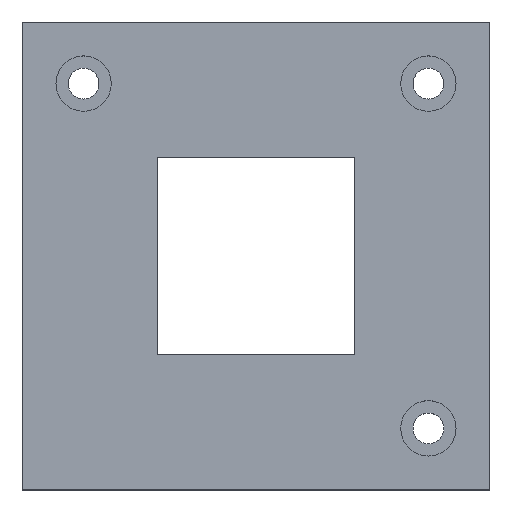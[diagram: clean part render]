
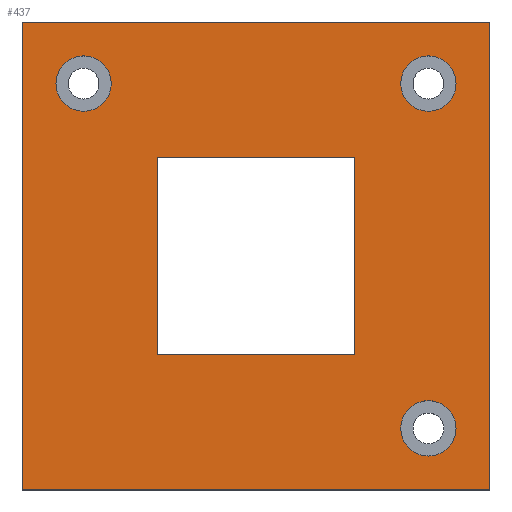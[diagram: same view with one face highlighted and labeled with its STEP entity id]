
A CAD part, top view. The second image highlights one B-rep face of the part: STEP entity #437.
In plain terms, the highlighted planar face has unit normal (0, 0, 1).
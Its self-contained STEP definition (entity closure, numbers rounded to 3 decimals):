
#21=FACE_BOUND('',#106,.T.);
#22=FACE_BOUND('',#107,.T.);
#23=FACE_BOUND('',#108,.T.);
#24=FACE_BOUND('',#109,.T.);
#45=PLANE('',#498);
#72=FACE_OUTER_BOUND('',#105,.T.);
#105=EDGE_LOOP('',(#379,#380,#381,#382));
#106=EDGE_LOOP('',(#383));
#107=EDGE_LOOP('',(#384));
#108=EDGE_LOOP('',(#385));
#109=EDGE_LOOP('',(#386,#387,#388,#389));
#128=LINE('',#705,#162);
#131=LINE('',#711,#165);
#134=LINE('',#717,#168);
#137=LINE('',#721,#171);
#140=LINE('',#729,#174);
#143=LINE('',#735,#177);
#146=LINE('',#741,#180);
#149=LINE('',#745,#183);
#162=VECTOR('',#590,10.);
#165=VECTOR('',#595,10.);
#168=VECTOR('',#600,10.);
#171=VECTOR('',#605,10.);
#174=VECTOR('',#610,10.);
#177=VECTOR('',#615,10.);
#180=VECTOR('',#620,10.);
#183=VECTOR('',#625,10.);
#201=CIRCLE('',#485,2.25);
#202=CIRCLE('',#487,2.25);
#203=CIRCLE('',#489,2.25);
#221=VERTEX_POINT('',#687);
#222=VERTEX_POINT('',#691);
#223=VERTEX_POINT('',#695);
#226=VERTEX_POINT('',#702);
#227=VERTEX_POINT('',#704);
#229=VERTEX_POINT('',#710);
#231=VERTEX_POINT('',#716);
#234=VERTEX_POINT('',#726);
#235=VERTEX_POINT('',#728);
#237=VERTEX_POINT('',#734);
#239=VERTEX_POINT('',#740);
#265=EDGE_CURVE('',#221,#221,#201,.T.);
#267=EDGE_CURVE('',#222,#222,#202,.T.);
#269=EDGE_CURVE('',#223,#223,#203,.T.);
#272=EDGE_CURVE('',#227,#226,#128,.T.);
#275=EDGE_CURVE('',#229,#227,#131,.T.);
#278=EDGE_CURVE('',#231,#229,#134,.T.);
#281=EDGE_CURVE('',#226,#231,#137,.T.);
#284=EDGE_CURVE('',#235,#234,#140,.T.);
#287=EDGE_CURVE('',#237,#235,#143,.T.);
#290=EDGE_CURVE('',#239,#237,#146,.T.);
#293=EDGE_CURVE('',#234,#239,#149,.T.);
#379=ORIENTED_EDGE('',*,*,#293,.T.);
#380=ORIENTED_EDGE('',*,*,#290,.T.);
#381=ORIENTED_EDGE('',*,*,#287,.T.);
#382=ORIENTED_EDGE('',*,*,#284,.T.);
#383=ORIENTED_EDGE('',*,*,#265,.T.);
#384=ORIENTED_EDGE('',*,*,#267,.T.);
#385=ORIENTED_EDGE('',*,*,#269,.T.);
#386=ORIENTED_EDGE('',*,*,#281,.T.);
#387=ORIENTED_EDGE('',*,*,#278,.T.);
#388=ORIENTED_EDGE('',*,*,#275,.T.);
#389=ORIENTED_EDGE('',*,*,#272,.T.);
#437=ADVANCED_FACE('',(#72,#21,#22,#23,#24),#45,.T.);
#485=AXIS2_PLACEMENT_3D('',#689,#574,#575);
#487=AXIS2_PLACEMENT_3D('',#693,#579,#580);
#489=AXIS2_PLACEMENT_3D('',#697,#584,#585);
#498=AXIS2_PLACEMENT_3D('',#746,#626,#627);
#574=DIRECTION('center_axis',(0.,0.,-1.));
#575=DIRECTION('ref_axis',(1.,0.,0.));
#579=DIRECTION('center_axis',(0.,0.,-1.));
#580=DIRECTION('ref_axis',(1.,0.,0.));
#584=DIRECTION('center_axis',(0.,0.,-1.));
#585=DIRECTION('ref_axis',(1.,0.,0.));
#590=DIRECTION('',(1.,0.,0.));
#595=DIRECTION('',(0.,1.,0.));
#600=DIRECTION('',(-1.,0.,0.));
#605=DIRECTION('',(0.,-1.,0.));
#610=DIRECTION('',(-1.,0.,0.));
#615=DIRECTION('',(0.,1.,0.));
#620=DIRECTION('',(1.,0.,0.));
#625=DIRECTION('',(0.,-1.,0.));
#626=DIRECTION('center_axis',(0.,0.,1.));
#627=DIRECTION('ref_axis',(1.,0.,0.));
#687=CARTESIAN_POINT('',(30.75,33.,3.));
#689=CARTESIAN_POINT('Origin',(33.,33.,3.));
#691=CARTESIAN_POINT('',(30.75,5.,3.));
#693=CARTESIAN_POINT('Origin',(33.,5.,3.));
#695=CARTESIAN_POINT('',(2.75,33.,3.));
#697=CARTESIAN_POINT('Origin',(5.,33.,3.));
#702=CARTESIAN_POINT('',(27.,27.,3.));
#704=CARTESIAN_POINT('',(11.,27.,3.));
#705=CARTESIAN_POINT('',(27.,27.,3.));
#710=CARTESIAN_POINT('',(11.,11.,3.));
#711=CARTESIAN_POINT('',(11.,27.,3.));
#716=CARTESIAN_POINT('',(27.,11.,3.));
#717=CARTESIAN_POINT('',(11.,11.,3.));
#721=CARTESIAN_POINT('',(27.,11.,3.));
#726=CARTESIAN_POINT('',(0.,38.,3.));
#728=CARTESIAN_POINT('',(38.,38.,3.));
#729=CARTESIAN_POINT('',(38.,38.,3.));
#734=CARTESIAN_POINT('',(38.,0.,3.));
#735=CARTESIAN_POINT('',(38.,0.,3.));
#740=CARTESIAN_POINT('',(0.,0.,3.));
#741=CARTESIAN_POINT('',(0.,0.,3.));
#745=CARTESIAN_POINT('',(0.,38.,3.));
#746=CARTESIAN_POINT('Origin',(19.,19.,3.));
